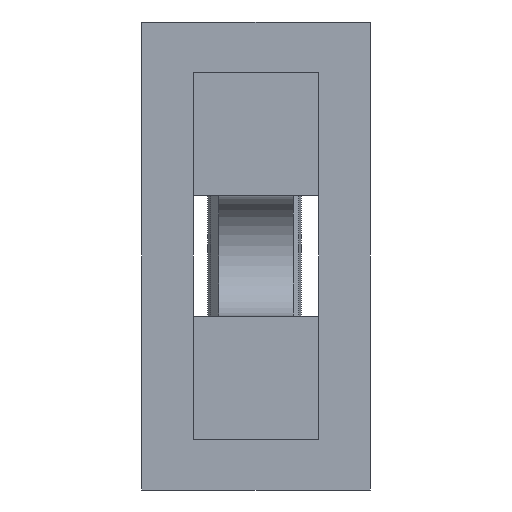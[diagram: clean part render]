
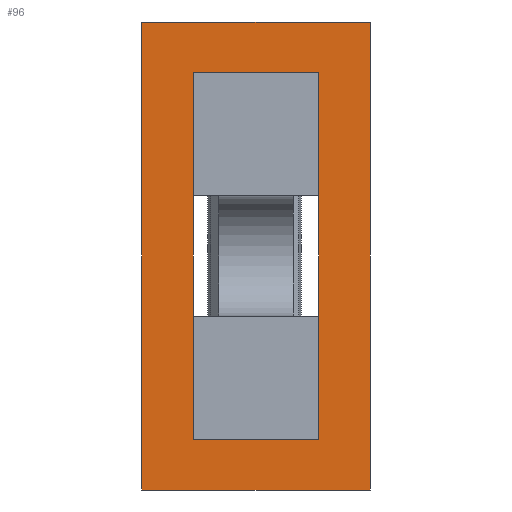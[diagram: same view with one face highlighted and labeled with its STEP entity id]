
A CAD part, front view. The second image highlights one B-rep face of the part: STEP entity #96.
In plain terms, the highlighted planar face has unit normal (0, -1, 0).
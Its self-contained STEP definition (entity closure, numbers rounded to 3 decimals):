
#96=ADVANCED_FACE('',(#258,#259),#260,.T.);
#258=FACE_BOUND('',#481,.T.);
#259=FACE_OUTER_BOUND('',#482,.T.);
#260=PLANE('',#483);
#481=EDGE_LOOP('',(#1170,#1171,#1172,#1173));
#482=EDGE_LOOP('',(#1174,#1175,#1176,#1177));
#483=AXIS2_PLACEMENT_3D('',#1178,#1179,#1180);
#1170=ORIENTED_EDGE('',*,*,#1703,.T.);
#1171=ORIENTED_EDGE('',*,*,#1706,.T.);
#1172=ORIENTED_EDGE('',*,*,#1700,.T.);
#1173=ORIENTED_EDGE('',*,*,#1657,.T.);
#1174=ORIENTED_EDGE('',*,*,#1791,.F.);
#1175=ORIENTED_EDGE('',*,*,#1686,.F.);
#1176=ORIENTED_EDGE('',*,*,#1785,.F.);
#1177=ORIENTED_EDGE('',*,*,#1885,.T.);
#1178=CARTESIAN_POINT('',(0.0,0.0,-2.5));
#1179=DIRECTION('',(0.0,-1.0,0.0));
#1180=DIRECTION('',(1.0,0.0,0.0));
#1657=EDGE_CURVE('',#2035,#2033,#2036,.T.);
#1686=EDGE_CURVE('',#2081,#2083,#2084,.T.);
#1700=EDGE_CURVE('',#2104,#2035,#2105,.T.);
#1703=EDGE_CURVE('',#2033,#2109,#2110,.T.);
#1706=EDGE_CURVE('',#2109,#2104,#2113,.T.);
#1785=EDGE_CURVE('',#2266,#2081,#2268,.T.);
#1791=EDGE_CURVE('',#2083,#2274,#2278,.T.);
#1885=EDGE_CURVE('',#2266,#2274,#2445,.T.);
#2033=VERTEX_POINT('',#2638);
#2035=VERTEX_POINT('',#2641);
#2036=LINE('',#2642,#2643);
#2081=VERTEX_POINT('',#2715);
#2083=VERTEX_POINT('',#2718);
#2084=LINE('',#2719,#2720);
#2104=VERTEX_POINT('',#2753);
#2105=LINE('',#2754,#2755);
#2109=VERTEX_POINT('',#2761);
#2110=LINE('',#2762,#2763);
#2113=LINE('',#2768,#2769);
#2266=VERTEX_POINT('',#2999);
#2268=LINE('',#3002,#3003);
#2274=VERTEX_POINT('',#3012);
#2278=LINE('',#3018,#3019);
#2445=LINE('',#3279,#3280);
#2638=CARTESIAN_POINT('',(0.665,0.0,-1.945));
#2641=CARTESIAN_POINT('',(0.665,0.0,1.945));
#2642=CARTESIAN_POINT('',(0.665,0.0,-1.25));
#2643=VECTOR('',#3451,1.0);
#2715=CARTESIAN_POINT('',(-1.212,0.0,-2.483));
#2718=CARTESIAN_POINT('',(-1.212,0.0,2.483));
#2719=CARTESIAN_POINT('',(-1.212,0.0,-2.5));
#2720=VECTOR('',#3480,1.0);
#2753=CARTESIAN_POINT('',(-0.665,0.0,1.945));
#2754=CARTESIAN_POINT('',(0.0,0.0,1.945));
#2755=VECTOR('',#3494,1.0);
#2761=CARTESIAN_POINT('',(-0.665,0.0,-1.945));
#2762=CARTESIAN_POINT('',(0.0,0.0,-1.945));
#2763=VECTOR('',#3497,1.0);
#2768=CARTESIAN_POINT('',(-0.665,0.0,-1.25));
#2769=VECTOR('',#3500,1.0);
#2999=CARTESIAN_POINT('',(1.212,0.0,-2.483));
#3002=CARTESIAN_POINT('',(0.61,0.0,-2.483));
#3003=VECTOR('',#3579,1.0);
#3012=CARTESIAN_POINT('',(1.212,0.0,2.483));
#3018=CARTESIAN_POINT('',(0.61,0.0,2.483));
#3019=VECTOR('',#3585,1.0);
#3279=CARTESIAN_POINT('',(1.212,0.0,-2.5));
#3280=VECTOR('',#3679,1.0);
#3451=DIRECTION('',(-0.0,-0.0,-1.0));
#3480=DIRECTION('',(0.0,0.0,1.0));
#3494=DIRECTION('',(1.0,0.0,-0.0));
#3497=DIRECTION('',(-1.0,0.0,0.0));
#3500=DIRECTION('',(-0.0,0.0,1.0));
#3579=DIRECTION('',(-1.0,0.0,0.));
#3585=DIRECTION('',(1.0,0.0,0.));
#3679=DIRECTION('',(0.0,0.0,1.0));
